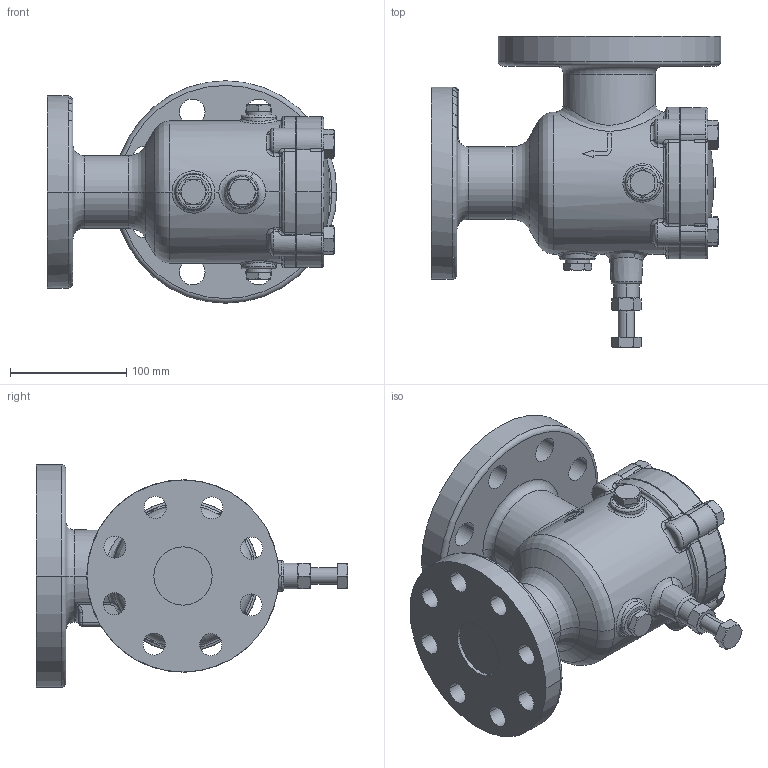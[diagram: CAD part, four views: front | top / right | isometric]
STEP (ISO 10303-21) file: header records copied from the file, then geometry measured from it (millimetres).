
FILE_DESCRIPTION (( 'STEP AP214' ), '1' );
FILE_NAME ('SD-2.5in_2in-250Lb.STEP', '2017-09-18T16:52:52', ( '' ), ( '' ), 'SwSTEP 2.0', 'SolidWorks 2013', '' );
FILE_SCHEMA (( 'AUTOMOTIVE_DESIGN' ));
Length unit declared in the file: inch
Products named in the file (4): X2SD-2.5in_2in-250Lb; X1SD-2.5in_2in-250Lb; SD-2.5in_2in-250Lb
Assembly tree (3 placements, depth 2):
  SD-2.5in_2in-250Lb
    SD-2.5in_2in-250Lb
    X1SD-2.5in_2in-250Lb
    X2SD-2.5in_2in-250Lb
Bounding box: 248.5 x 267.44 x 191 mm (x, y, z)
Volume: 3396249 mm3; surface area: 273633.7 mm2
Topology: 3 solids, 9 shells, 735 faces, 1864 edges, 1146 vertices
Faces by surface type: plane 276, cylinder 187, cone 112, bspline 95, torus 56, sphere 9
Entity records: 50471 total; most frequent: CARTESIAN_POINT 24191, ORIENTED_EDGE 3680, DIRECTION 3350, EDGE_CURVE 1840, AXIS2_PLACEMENT_3D 1412, VERTEX_POINT 1146, EDGE_LOOP 790, CIRCLE 766
